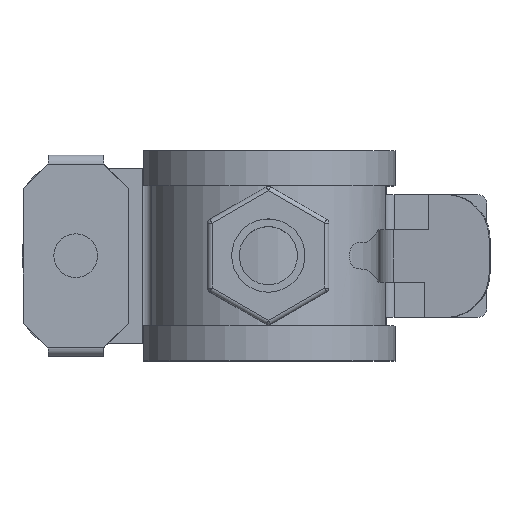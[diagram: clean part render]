
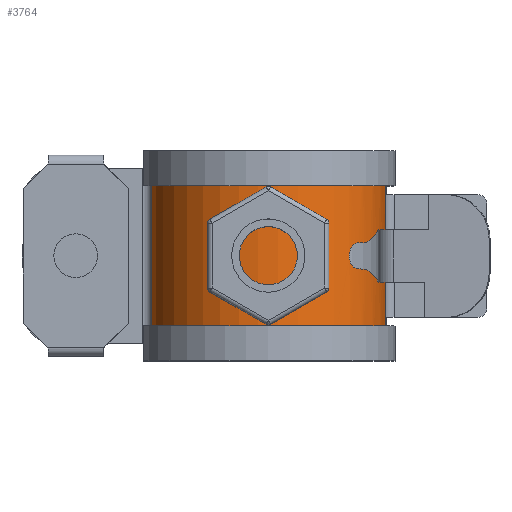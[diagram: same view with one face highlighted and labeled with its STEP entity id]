
A CAD part, top view. The second image highlights one B-rep face of the part: STEP entity #3764.
In plain terms, the highlighted cylindrical face has radius 13.5 mm (diameter 27 mm), a partial arc.
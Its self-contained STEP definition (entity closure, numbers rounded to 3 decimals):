
#36=B_SPLINE_CURVE_WITH_KNOTS('',3,(#6665,#6666,#6667,#6668,#6669,#6670,
#6671),.UNSPECIFIED.,.F.,.F.,(4,1,1,1,4),(0.,0.001,
0.002,0.004,0.005),
 .UNSPECIFIED.);
#40=ELLIPSE('',#4847,15.093,13.5);
#41=ELLIPSE('',#4850,15.093,13.5);
#299=LINE('',#6645,#655);
#300=LINE('',#6647,#656);
#301=LINE('',#6651,#657);
#302=LINE('',#6655,#658);
#303=LINE('',#6657,#659);
#655=VECTOR('',#5400,1000.);
#656=VECTOR('',#5401,1000.);
#657=VECTOR('',#5404,1000.);
#658=VECTOR('',#5407,1000.);
#659=VECTOR('',#5408,1000.);
#1103=ORIENTED_EDGE('',*,*,#2154,.F.);
#1104=ORIENTED_EDGE('',*,*,#2155,.T.);
#1105=ORIENTED_EDGE('',*,*,#2156,.F.);
#1106=ORIENTED_EDGE('',*,*,#2157,.T.);
#1107=ORIENTED_EDGE('',*,*,#2158,.F.);
#1108=ORIENTED_EDGE('',*,*,#2159,.F.);
#1109=ORIENTED_EDGE('',*,*,#2160,.T.);
#1110=ORIENTED_EDGE('',*,*,#2161,.T.);
#1111=ORIENTED_EDGE('',*,*,#2162,.F.);
#1112=ORIENTED_EDGE('',*,*,#2163,.F.);
#1113=ORIENTED_EDGE('',*,*,#2164,.F.);
#1114=ORIENTED_EDGE('',*,*,#2165,.F.);
#1115=ORIENTED_EDGE('',*,*,#2166,.F.);
#1116=ORIENTED_EDGE('',*,*,#2167,.F.);
#2154=EDGE_CURVE('',#2690,#2691,#3006,.T.);
#2155=EDGE_CURVE('',#2690,#2692,#299,.T.);
#2156=EDGE_CURVE('',#2693,#2692,#300,.F.);
#2157=EDGE_CURVE('',#2693,#2694,#3007,.T.);
#2158=EDGE_CURVE('',#2695,#2694,#301,.T.);
#2159=EDGE_CURVE('',#2696,#2695,#3008,.T.);
#2160=EDGE_CURVE('',#2696,#2697,#302,.T.);
#2161=EDGE_CURVE('',#2697,#2698,#303,.T.);
#2162=EDGE_CURVE('',#2699,#2698,#3009,.T.);
#2163=EDGE_CURVE('',#2700,#2699,#40,.T.);
#2164=EDGE_CURVE('',#2701,#2700,#3010,.T.);
#2165=EDGE_CURVE('',#2702,#2701,#36,.T.);
#2166=EDGE_CURVE('',#2703,#2702,#3011,.T.);
#2167=EDGE_CURVE('',#2691,#2703,#41,.T.);
#2690=VERTEX_POINT('',#6643);
#2691=VERTEX_POINT('',#6644);
#2692=VERTEX_POINT('',#6646);
#2693=VERTEX_POINT('',#6648);
#2694=VERTEX_POINT('',#6650);
#2695=VERTEX_POINT('',#6652);
#2696=VERTEX_POINT('',#6654);
#2697=VERTEX_POINT('',#6656);
#2698=VERTEX_POINT('',#6658);
#2699=VERTEX_POINT('',#6660);
#2700=VERTEX_POINT('',#6662);
#2701=VERTEX_POINT('',#6664);
#2702=VERTEX_POINT('',#6672);
#2703=VERTEX_POINT('',#6674);
#3006=CIRCLE('',#4843,13.5);
#3007=CIRCLE('',#4844,13.5);
#3008=CIRCLE('',#4845,13.5);
#3009=CIRCLE('',#4846,13.5);
#3010=CIRCLE('',#4848,13.5);
#3011=CIRCLE('',#4849,13.5);
#3186=EDGE_LOOP('',(#1103,#1104,#1105,#1106,#1107,#1108,#1109,#1110,#1111,
#1112,#1113,#1114,#1115,#1116));
#3442=FACE_BOUND('',#3186,.T.);
#3683=CYLINDRICAL_SURFACE('',#4842,13.5);
#3764=ADVANCED_FACE('',(#3442),#3683,.T.);
#4842=AXIS2_PLACEMENT_3D('',#6641,#5396,#5397);
#4843=AXIS2_PLACEMENT_3D('',#6642,#5398,#5399);
#4844=AXIS2_PLACEMENT_3D('',#6649,#5402,#5403);
#4845=AXIS2_PLACEMENT_3D('',#6653,#5405,#5406);
#4846=AXIS2_PLACEMENT_3D('',#6659,#5409,#5410);
#4847=AXIS2_PLACEMENT_3D('',#6661,#5411,#5412);
#4848=AXIS2_PLACEMENT_3D('',#6663,#5413,#5414);
#4849=AXIS2_PLACEMENT_3D('',#6673,#5415,#5416);
#4850=AXIS2_PLACEMENT_3D('',#6675,#5417,#5418);
#5396=DIRECTION('',(0.,1.,0.));
#5397=DIRECTION('',(0.,0.,1.));
#5398=DIRECTION('',(0.,-1.,0.));
#5399=DIRECTION('',(0.,0.,-1.));
#5400=DIRECTION('',(0.,1.,0.));
#5401=DIRECTION('',(0.,1.,0.));
#5402=DIRECTION('',(0.,-1.,0.));
#5403=DIRECTION('',(1.,0.,0.));
#5404=DIRECTION('',(0.,1.,0.));
#5405=DIRECTION('',(0.,-1.,0.));
#5406=DIRECTION('',(1.,0.,0.));
#5407=DIRECTION('',(0.,1.,0.));
#5408=DIRECTION('',(0.,1.,0.));
#5409=DIRECTION('',(0.,1.,0.));
#5410=DIRECTION('',(0.,0.,1.));
#5411=DIRECTION('',(0.184,0.894,-0.407));
#5412=DIRECTION('',(-0.369,0.447,0.815));
#5413=DIRECTION('',(0.,1.,0.));
#5414=DIRECTION('',(0.,0.,1.));
#5415=DIRECTION('',(0.,-1.,0.));
#5416=DIRECTION('',(0.,0.,-1.));
#5417=DIRECTION('',(0.184,-0.894,-0.407));
#5418=DIRECTION('',(0.369,0.447,-0.815));
#6641=CARTESIAN_POINT('',(0.,-10.,0.));
#6642=CARTESIAN_POINT('',(0.,3.,0.));
#6643=CARTESIAN_POINT('',(13.371,3.,1.862));
#6644=CARTESIAN_POINT('',(12.613,3.,4.812));
#6645=CARTESIAN_POINT('',(13.371,-10.,1.862));
#6646=CARTESIAN_POINT('',(13.371,7.,1.862));
#6647=CARTESIAN_POINT('',(13.371,-10.,1.862));
#6648=CARTESIAN_POINT('',(13.371,10.,1.862));
#6649=CARTESIAN_POINT('',(0.,10.,0.));
#6650=CARTESIAN_POINT('',(-13.371,10.,1.862));
#6651=CARTESIAN_POINT('',(-13.371,-10.,1.862));
#6652=CARTESIAN_POINT('',(-13.371,-10.,1.862));
#6653=CARTESIAN_POINT('',(0.,-10.,0.));
#6654=CARTESIAN_POINT('',(13.371,-10.,1.862));
#6655=CARTESIAN_POINT('',(13.371,-10.,1.862));
#6656=CARTESIAN_POINT('',(13.371,-7.,1.862));
#6657=CARTESIAN_POINT('',(13.371,-10.,1.862));
#6658=CARTESIAN_POINT('',(13.371,-3.,1.862));
#6659=CARTESIAN_POINT('',(0.,-3.,0.));
#6660=CARTESIAN_POINT('',(12.613,-3.,4.812));
#6661=CARTESIAN_POINT('',(0.,-2.591,0.));
#6662=CARTESIAN_POINT('',(11.237,-1.5,7.482));
#6663=CARTESIAN_POINT('',(0.,-1.5,0.));
#6664=CARTESIAN_POINT('',(10.314,-1.5,8.711));
#6665=CARTESIAN_POINT('',(10.314,1.5,8.711));
#6666=CARTESIAN_POINT('',(10.051,1.5,9.022));
#6667=CARTESIAN_POINT('',(9.501,1.195,9.606));
#6668=CARTESIAN_POINT('',(9.079,0.004,9.989));
#6669=CARTESIAN_POINT('',(9.499,-1.195,9.608));
#6670=CARTESIAN_POINT('',(10.051,-1.5,9.022));
#6671=CARTESIAN_POINT('',(10.314,-1.5,8.711));
#6672=CARTESIAN_POINT('',(10.314,1.5,8.711));
#6673=CARTESIAN_POINT('',(0.,1.5,0.));
#6674=CARTESIAN_POINT('',(11.237,1.5,7.482));
#6675=CARTESIAN_POINT('',(0.,2.591,0.));
